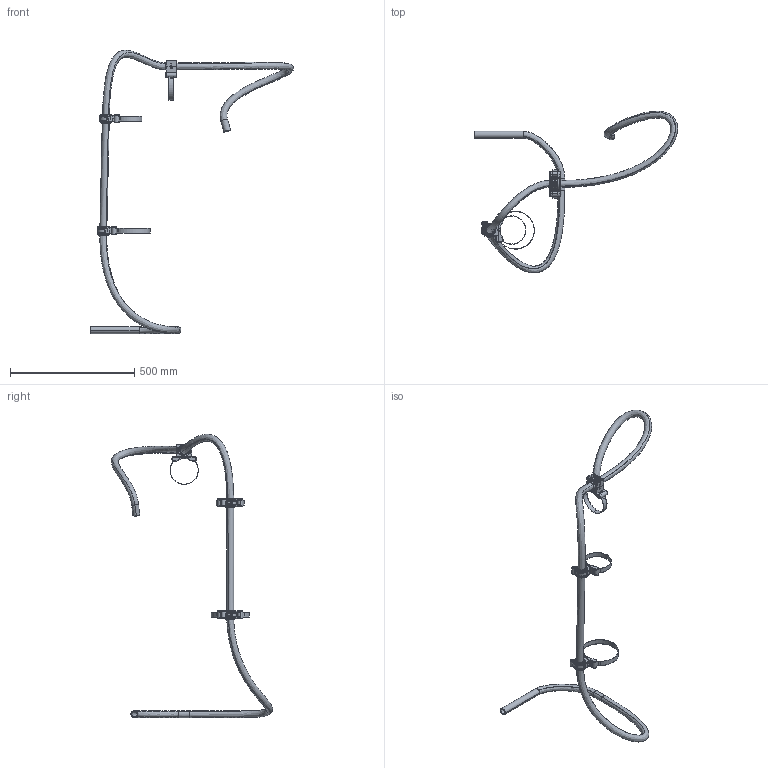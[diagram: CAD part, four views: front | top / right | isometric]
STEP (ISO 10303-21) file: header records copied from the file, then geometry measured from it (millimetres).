
FILE_DESCRIPTION (( 'STEP AP214' ), '1' );
FILE_NAME ('P2228.STEP', '2026-03-02T12:54:41', ( '' ), ( '' ), 'SwSTEP 2.0', 'SolidWorks 2024', '' );
FILE_SCHEMA (( 'AUTOMOTIVE_DESIGN' ));
Length unit declared in the file: millimetre
Products named in the file (1): P2228
Bounding box: 816.62 x 648.03 x 1138.67 mm (x, y, z)
Volume: 1101517 mm3; surface area: 710555.2 mm2
Topology: 30 solids, 30 shells, 2112 faces, 5298 edges, 3180 vertices
Faces by surface type: cylinder 575, torus 570, plane 521, bspline 278, cone 114, sphere 54
Entity records: 141353 total; most frequent: CARTESIAN_POINT 67934, DIRECTION 10946, ORIENTED_EDGE 10416, EDGE_CURVE 5208, AXIS2_PLACEMENT_3D 4515, VERTEX_POINT 3180, CIRCLE 2680, EDGE_LOOP 2214
